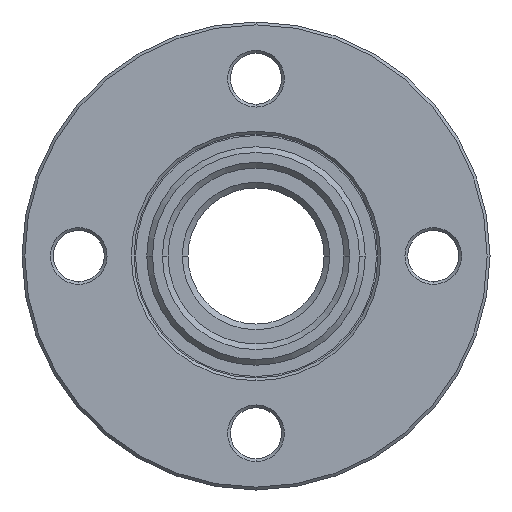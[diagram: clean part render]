
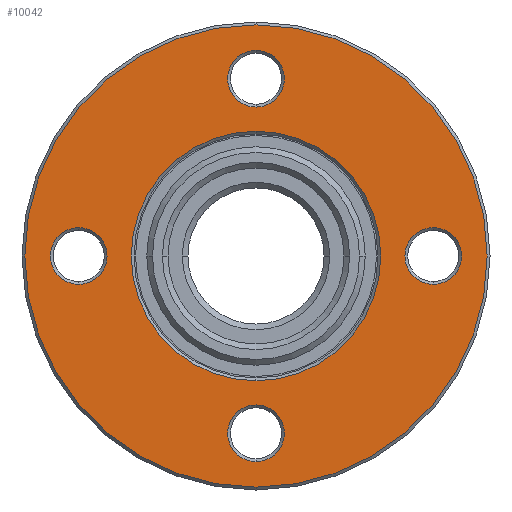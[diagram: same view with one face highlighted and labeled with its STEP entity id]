
A CAD part, left-side view. The second image highlights one B-rep face of the part: STEP entity #10042.
In plain terms, the highlighted planar face has unit normal (-1, 0, 0).
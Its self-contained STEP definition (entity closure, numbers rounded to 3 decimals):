
#625 = CARTESIAN_POINT ( 'NONE',  ( -58., 62.5, 10. ) ) ;
#1150 = FACE_BOUND ( 'NONE', #14102, .T. ) ;
#1341 = CARTESIAN_POINT ( 'NONE',  ( -58., -82.5, 0. ) ) ;
#1510 = DIRECTION ( 'NONE',  ( -1., 0., 0. ) ) ;
#2069 = ORIENTED_EDGE ( 'NONE', *, *, #21828, .T. ) ;
#2358 = CARTESIAN_POINT ( 'NONE',  ( -58., 0., 0. ) ) ;
#2382 = DIRECTION ( 'NONE',  ( 0., 0., 1. ) ) ;
#2779 = DIRECTION ( 'NONE',  ( 1., 0., 0. ) ) ;
#3857 = DIRECTION ( 'NONE',  ( 0., 0., 1. ) ) ;
#4022 = AXIS2_PLACEMENT_3D ( 'NONE', #4478, #17014, #28973 ) ;
#4039 = AXIS2_PLACEMENT_3D ( 'NONE', #17313, #29867, #7049 ) ;
#4311 = AXIS2_PLACEMENT_3D ( 'NONE', #2358, #24760, #27451 ) ;
#4435 = CIRCLE ( 'NONE', #7716, 10. ) ;
#4478 = CARTESIAN_POINT ( 'NONE',  ( -58., 0., 0. ) ) ;
#4774 = DIRECTION ( 'NONE',  ( 1., 0., 0. ) ) ;
#4838 = DIRECTION ( 'NONE',  ( -1., 0., 0. ) ) ;
#6275 = CIRCLE ( 'NONE', #4311, 81.5 ) ;
#6644 = ORIENTED_EDGE ( 'NONE', *, *, #21279, .T. ) ;
#6656 = CIRCLE ( 'NONE', #4022, 44. ) ;
#6984 = CIRCLE ( 'NONE', #40472, 10. ) ;
#7049 = DIRECTION ( 'NONE',  ( 0., 0., 1. ) ) ;
#7202 = DIRECTION ( 'NONE',  ( 0., 0., 1. ) ) ;
#7291 = AXIS2_PLACEMENT_3D ( 'NONE', #1341, #4838, #26849 ) ;
#7361 = ORIENTED_EDGE ( 'NONE', *, *, #30047, .T. ) ;
#7624 = ORIENTED_EDGE ( 'NONE', *, *, #33745, .T. ) ;
#7716 = AXIS2_PLACEMENT_3D ( 'NONE', #35554, #9015, #18051 ) ;
#7880 = VERTEX_POINT ( 'NONE', #19149 ) ;
#7898 = ORIENTED_EDGE ( 'NONE', *, *, #37251, .T. ) ;
#8745 = VERTEX_POINT ( 'NONE', #16834 ) ;
#9015 = DIRECTION ( 'NONE',  ( 1., 0., 0. ) ) ;
#9946 = CIRCLE ( 'NONE', #16524, 10. ) ;
#10041 = ORIENTED_EDGE ( 'NONE', *, *, #27316, .T. ) ;
#10042 = ADVANCED_FACE ( 'NONE', ( #1150, #32831, #17369, #38760, #13647, #35878 ), #26448, .T. ) ;
#10158 = CARTESIAN_POINT ( 'NONE',  ( -58., 0., 81.5 ) ) ;
#10847 = ORIENTED_EDGE ( 'NONE', *, *, #18069, .T. ) ;
#11278 = CARTESIAN_POINT ( 'NONE',  ( -58., -62.5, -10. ) ) ;
#12593 = CARTESIAN_POINT ( 'NONE',  ( -58., 0., -72.5 ) ) ;
#13039 = DIRECTION ( 'NONE',  ( 1., 0., 0. ) ) ;
#13280 = CARTESIAN_POINT ( 'NONE',  ( -58., 0., 0. ) ) ;
#13514 = CARTESIAN_POINT ( 'NONE',  ( -58., 0., 52.5 ) ) ;
#13647 = FACE_BOUND ( 'NONE', #22976, .T. ) ;
#13810 = VERTEX_POINT ( 'NONE', #10158 ) ;
#13995 = CARTESIAN_POINT ( 'NONE',  ( -58., 0., 62.5 ) ) ;
#14029 = CARTESIAN_POINT ( 'NONE',  ( -58., 0., 72.5 ) ) ;
#14102 = EDGE_LOOP ( 'NONE', ( #25799, #6644 ) ) ;
#14401 = DIRECTION ( 'NONE',  ( 0., 0., 1. ) ) ;
#14894 = VERTEX_POINT ( 'NONE', #37412 ) ;
#15304 = CARTESIAN_POINT ( 'NONE',  ( -58., 62.5, 0. ) ) ;
#16524 = AXIS2_PLACEMENT_3D ( 'NONE', #38559, #13039, #38155 ) ;
#16834 = CARTESIAN_POINT ( 'NONE',  ( -58., 0., 44. ) ) ;
#17014 = DIRECTION ( 'NONE',  ( 1., 0., 0. ) ) ;
#17313 = CARTESIAN_POINT ( 'NONE',  ( -58., -62.5, 0. ) ) ;
#17369 = FACE_BOUND ( 'NONE', #37514, .T. ) ;
#18051 = DIRECTION ( 'NONE',  ( 0., 0., 1. ) ) ;
#18069 = EDGE_CURVE ( 'NONE', #28931, #13810, #18795, .T. ) ;
#18747 = EDGE_CURVE ( 'NONE', #19262, #14894, #6984, .T. ) ;
#18795 = CIRCLE ( 'NONE', #35204, 81.5 ) ;
#19149 = CARTESIAN_POINT ( 'NONE',  ( -58., -62.5, 10. ) ) ;
#19170 = AXIS2_PLACEMENT_3D ( 'NONE', #36371, #24248, #36586 ) ;
#19262 = VERTEX_POINT ( 'NONE', #625 ) ;
#20685 = ORIENTED_EDGE ( 'NONE', *, *, #32921, .T. ) ;
#21279 = EDGE_CURVE ( 'NONE', #14894, #19262, #9946, .T. ) ;
#21563 = CARTESIAN_POINT ( 'NONE',  ( -58., -62.5, 0. ) ) ;
#21828 = EDGE_CURVE ( 'NONE', #30480, #8745, #6656, .T. ) ;
#22628 = EDGE_CURVE ( 'NONE', #36097, #23153, #31681, .T. ) ;
#22660 = AXIS2_PLACEMENT_3D ( 'NONE', #13280, #32248, #3857 ) ;
#22976 = EDGE_LOOP ( 'NONE', ( #7624, #2069 ) ) ;
#23050 = EDGE_LOOP ( 'NONE', ( #10041, #7898 ) ) ;
#23153 = VERTEX_POINT ( 'NONE', #26889 ) ;
#23517 = EDGE_LOOP ( 'NONE', ( #20685, #29184 ) ) ;
#23715 = CARTESIAN_POINT ( 'NONE',  ( -58., 0., 0. ) ) ;
#23792 = AXIS2_PLACEMENT_3D ( 'NONE', #13995, #4774, #14401 ) ;
#24241 = DIRECTION ( 'NONE',  ( 1., 0., 0. ) ) ;
#24248 = DIRECTION ( 'NONE',  ( 1., 0., 0. ) ) ;
#24760 = DIRECTION ( 'NONE',  ( -1., 0., 0. ) ) ;
#25799 = ORIENTED_EDGE ( 'NONE', *, *, #18747, .T. ) ;
#26448 = PLANE ( 'NONE',  #7291 ) ;
#26540 = CARTESIAN_POINT ( 'NONE',  ( -58., 0., -81.5 ) ) ;
#26553 = CARTESIAN_POINT ( 'NONE',  ( -58., 0., 62.5 ) ) ;
#26849 = DIRECTION ( 'NONE',  ( 0., 1., 0. ) ) ;
#26889 = CARTESIAN_POINT ( 'NONE',  ( -58., 0., -52.5 ) ) ;
#27316 = EDGE_CURVE ( 'NONE', #33146, #35165, #40190, .T. ) ;
#27426 = EDGE_CURVE ( 'NONE', #7880, #34694, #30377, .T. ) ;
#27451 = DIRECTION ( 'NONE',  ( 0., 0., 1. ) ) ;
#28931 = VERTEX_POINT ( 'NONE', #26540 ) ;
#28973 = DIRECTION ( 'NONE',  ( 0., 0., 1. ) ) ;
#29184 = ORIENTED_EDGE ( 'NONE', *, *, #22628, .T. ) ;
#29867 = DIRECTION ( 'NONE',  ( 1., 0., 0. ) ) ;
#29927 = ORIENTED_EDGE ( 'NONE', *, *, #35226, .T. ) ;
#30047 = EDGE_CURVE ( 'NONE', #13810, #28931, #6275, .T. ) ;
#30048 = CARTESIAN_POINT ( 'NONE',  ( -58., 0., -44. ) ) ;
#30377 = CIRCLE ( 'NONE', #38887, 10. ) ;
#30480 = VERTEX_POINT ( 'NONE', #30048 ) ;
#31681 = CIRCLE ( 'NONE', #19170, 10. ) ;
#32248 = DIRECTION ( 'NONE',  ( 1., 0., 0. ) ) ;
#32309 = CIRCLE ( 'NONE', #4039, 10. ) ;
#32373 = AXIS2_PLACEMENT_3D ( 'NONE', #26553, #35379, #7202 ) ;
#32790 = DIRECTION ( 'NONE',  ( 0., 0., 1. ) ) ;
#32831 = FACE_BOUND ( 'NONE', #23050, .T. ) ;
#32921 = EDGE_CURVE ( 'NONE', #23153, #36097, #4435, .T. ) ;
#33047 = CIRCLE ( 'NONE', #32373, 10. ) ;
#33146 = VERTEX_POINT ( 'NONE', #14029 ) ;
#33745 = EDGE_CURVE ( 'NONE', #8745, #30480, #39059, .T. ) ;
#34694 = VERTEX_POINT ( 'NONE', #11278 ) ;
#35165 = VERTEX_POINT ( 'NONE', #13514 ) ;
#35204 = AXIS2_PLACEMENT_3D ( 'NONE', #23715, #1510, #32790 ) ;
#35226 = EDGE_CURVE ( 'NONE', #34694, #7880, #32309, .T. ) ;
#35379 = DIRECTION ( 'NONE',  ( 1., 0., 0. ) ) ;
#35389 = ORIENTED_EDGE ( 'NONE', *, *, #27426, .T. ) ;
#35554 = CARTESIAN_POINT ( 'NONE',  ( -58., 0., -62.5 ) ) ;
#35734 = EDGE_LOOP ( 'NONE', ( #10847, #7361 ) ) ;
#35878 = FACE_OUTER_BOUND ( 'NONE', #35734, .T. ) ;
#36097 = VERTEX_POINT ( 'NONE', #12593 ) ;
#36371 = CARTESIAN_POINT ( 'NONE',  ( -58., 0., -62.5 ) ) ;
#36586 = DIRECTION ( 'NONE',  ( 0., 0., 1. ) ) ;
#36769 = DIRECTION ( 'NONE',  ( 0., 0., 1. ) ) ;
#37251 = EDGE_CURVE ( 'NONE', #35165, #33146, #33047, .T. ) ;
#37412 = CARTESIAN_POINT ( 'NONE',  ( -58., 62.5, -10. ) ) ;
#37514 = EDGE_LOOP ( 'NONE', ( #35389, #29927 ) ) ;
#38155 = DIRECTION ( 'NONE',  ( 0., 0., 1. ) ) ;
#38559 = CARTESIAN_POINT ( 'NONE',  ( -58., 62.5, 0. ) ) ;
#38760 = FACE_BOUND ( 'NONE', #23517, .T. ) ;
#38887 = AXIS2_PLACEMENT_3D ( 'NONE', #21563, #24241, #36769 ) ;
#39059 = CIRCLE ( 'NONE', #22660, 44. ) ;
#40190 = CIRCLE ( 'NONE', #23792, 10. ) ;
#40472 = AXIS2_PLACEMENT_3D ( 'NONE', #15304, #2779, #2382 ) ;
